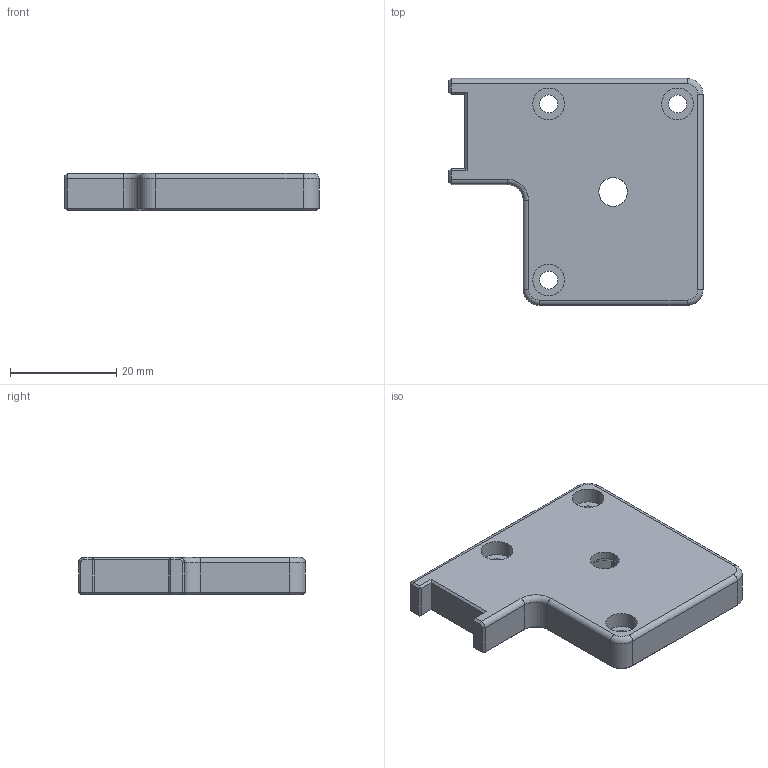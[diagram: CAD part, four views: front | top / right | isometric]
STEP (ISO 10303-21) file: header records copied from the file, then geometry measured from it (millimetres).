
FILE_DESCRIPTION(/* description */ (''),/* implementation_level */ '2;1');
FILE_NAME(/* name */ 'base_plate_left_r1.stp',/* time_stamp */ '2022-05-05T23:29:33+02:00',/* author */ ('Hans'),/* organization */ (''),/* preprocessor_version */ 'ST-DEVELOPER v18.1',/* originating_system */ 'Autodesk Inventor 2022',/* authorisation */ '');
FILE_SCHEMA (('AUTOMOTIVE_DESIGN { 1 0 10303 214 3 1 1 }'));
Length unit declared in the file: millimetre
Products named in the file (1): base_plate_right
Bounding box: 47.9 x 42.8 x 7 mm (x, y, z)
Volume: 11041.5 mm3; surface area: 4868.7 mm2
Topology: 1 solids, 1 shells, 82 faces, 178 edges, 101 vertices
Faces by surface type: plane 52, cylinder 16, cone 10, torus 4
Full cylindrical faces by diameter (mm): 3.4 x3, 5.4 x1, 6 x3
Entity records: 2226 total; most frequent: DIRECTION 395, CARTESIAN_POINT 362, ORIENTED_EDGE 356, EDGE_CURVE 178, AXIS2_PLACEMENT_3D 134, LINE 127, VECTOR 127, VERTEX_POINT 101
